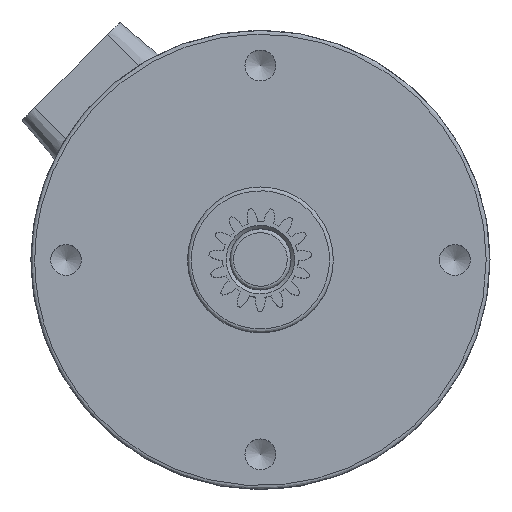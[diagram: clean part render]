
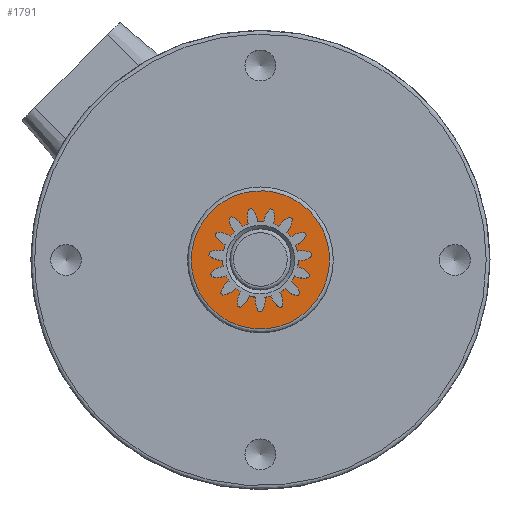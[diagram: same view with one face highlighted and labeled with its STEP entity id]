
A CAD part, top view. The second image highlights one B-rep face of the part: STEP entity #1791.
In plain terms, the highlighted planar face has unit normal (0, 0, 1).
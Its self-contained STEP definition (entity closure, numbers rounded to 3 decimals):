
#223 = FACE_OUTER_BOUND ( 'NONE', #1373, .T. ) ;
#566 = EDGE_LOOP ( 'NONE', ( #4469 ) ) ;
#582 = CARTESIAN_POINT ( 'NONE',  ( -110.047, -0.389, 56.386 ) ) ;
#635 = DIRECTION ( 'NONE',  ( -1., 0., 0. ) ) ;
#700 = CARTESIAN_POINT ( 'NONE',  ( -105.022, 17.661, 56.386 ) ) ;
#752 = CARTESIAN_POINT ( 'NONE',  ( -110.047, 35.711, 56.386 ) ) ;
#837 = CARTESIAN_POINT ( 'NONE',  ( -110.047, 17.661, 56.386 ) ) ;
#971 = CARTESIAN_POINT ( 'NONE',  ( -101.022, 17.661, 56.386 ) ) ;
#1373 = EDGE_LOOP ( 'NONE', ( #2079, #3408 ) ) ;
#1662 = PLANE ( 'NONE',  #1954 ) ;
#1791 = ADVANCED_FACE ( 'NONE', ( #3441, #223 ), #1662, .T. ) ;
#1812 = CARTESIAN_POINT ( 'NONE',  ( -91.997, 17.661, 56.386 ) ) ;
#1954 = AXIS2_PLACEMENT_3D ( 'NONE', #971, #2410, #3837 ) ;
#1962 =( BOUNDED_CURVE ( )  B_SPLINE_CURVE ( 3, ( #3962, #752, #2189, #3610 ),
 .UNSPECIFIED., .F., .F. ) 
 B_SPLINE_CURVE_WITH_KNOTS ( ( 4, 4 ),
 ( 0., 1. ),
 .UNSPECIFIED. ) 
 CURVE ( )  GEOMETRIC_REPRESENTATION_ITEM ( )  RATIONAL_B_SPLINE_CURVE ( ( 1., 0.333, 0.333, 1. ) ) 
 REPRESENTATION_ITEM ( '' )  );
#2013 = CARTESIAN_POINT ( 'NONE',  ( -110.047, 17.661, 56.386 ) ) ;
#2079 = ORIENTED_EDGE ( 'NONE', *, *, #3939, .F. ) ;
#2189 = CARTESIAN_POINT ( 'NONE',  ( -91.997, 35.711, 56.386 ) ) ;
#2369 = CARTESIAN_POINT ( 'NONE',  ( -91.997, 17.661, 56.386 ) ) ;
#2410 = DIRECTION ( 'NONE',  ( 0., 0., 1. ) ) ;
#2417 = CARTESIAN_POINT ( 'NONE',  ( -101.022, 17.661, 56.386 ) ) ;
#2643 = AXIS2_PLACEMENT_3D ( 'NONE', #2417, #3846, #635 ) ;
#2751 = VERTEX_POINT ( 'NONE', #1812 ) ;
#2918 =( BOUNDED_CURVE ( )  B_SPLINE_CURVE ( 3, ( #2369, #3790, #582, #2013 ),
 .UNSPECIFIED., .F., .F. ) 
 B_SPLINE_CURVE_WITH_KNOTS ( ( 4, 4 ),
 ( 0., 1. ),
 .UNSPECIFIED. ) 
 CURVE ( )  GEOMETRIC_REPRESENTATION_ITEM ( )  RATIONAL_B_SPLINE_CURVE ( ( 1., 0.333, 0.333, 1. ) ) 
 REPRESENTATION_ITEM ( '' )  );
#3408 = ORIENTED_EDGE ( 'NONE', *, *, #4636, .F. ) ;
#3441 = FACE_BOUND ( 'NONE', #566, .T. ) ;
#3610 = CARTESIAN_POINT ( 'NONE',  ( -91.997, 17.661, 56.386 ) ) ;
#3790 = CARTESIAN_POINT ( 'NONE',  ( -91.997, -0.389, 56.386 ) ) ;
#3837 = DIRECTION ( 'NONE',  ( 1., 0., 0. ) ) ;
#3846 = DIRECTION ( 'NONE',  ( 0., 0., -1. ) ) ;
#3910 = VERTEX_POINT ( 'NONE', #700 ) ;
#3939 = EDGE_CURVE ( 'NONE', #4278, #2751, #1962, .T. ) ;
#3962 = CARTESIAN_POINT ( 'NONE',  ( -110.047, 17.661, 56.386 ) ) ;
#4278 = VERTEX_POINT ( 'NONE', #837 ) ;
#4429 = EDGE_CURVE ( 'NONE', #3910, #3910, #4660, .T. ) ;
#4469 = ORIENTED_EDGE ( 'NONE', *, *, #4429, .T. ) ;
#4636 = EDGE_CURVE ( 'NONE', #2751, #4278, #2918, .T. ) ;
#4660 = CIRCLE ( 'NONE', #2643, 4. ) ;
